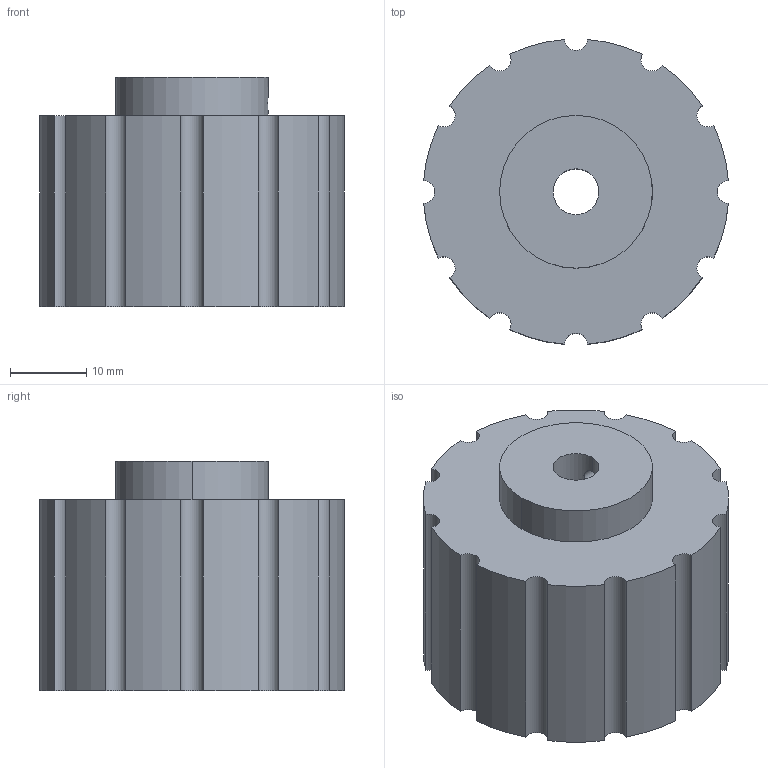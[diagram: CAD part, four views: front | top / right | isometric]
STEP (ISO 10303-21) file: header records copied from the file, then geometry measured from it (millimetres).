
FILE_DESCRIPTION (( 'STEP AP214' ), '1' );
FILE_NAME ('jante_v3.STEP', '2023-01-27T20:28:07', ( '' ), ( '' ), 'SwSTEP 2.0', 'SolidWorks 2018', '' );
FILE_SCHEMA (( 'AUTOMOTIVE_DESIGN' ));
Length unit declared in the file: millimetre
Products named in the file (1): jante_v3
Bounding box: 39.89 x 39.89 x 30 mm (x, y, z)
Volume: 18920.6 mm3; surface area: 8104.4 mm2
Topology: 1 solids, 1 shells, 41 faces, 113 edges, 74 vertices
Faces by surface type: cylinder 37, plane 4
Entity records: 1459 total; most frequent: CARTESIAN_POINT 309, DIRECTION 263, ORIENTED_EDGE 226, EDGE_CURVE 113, AXIS2_PLACEMENT_3D 112, VERTEX_POINT 74, CIRCLE 70, EDGE_LOOP 45
